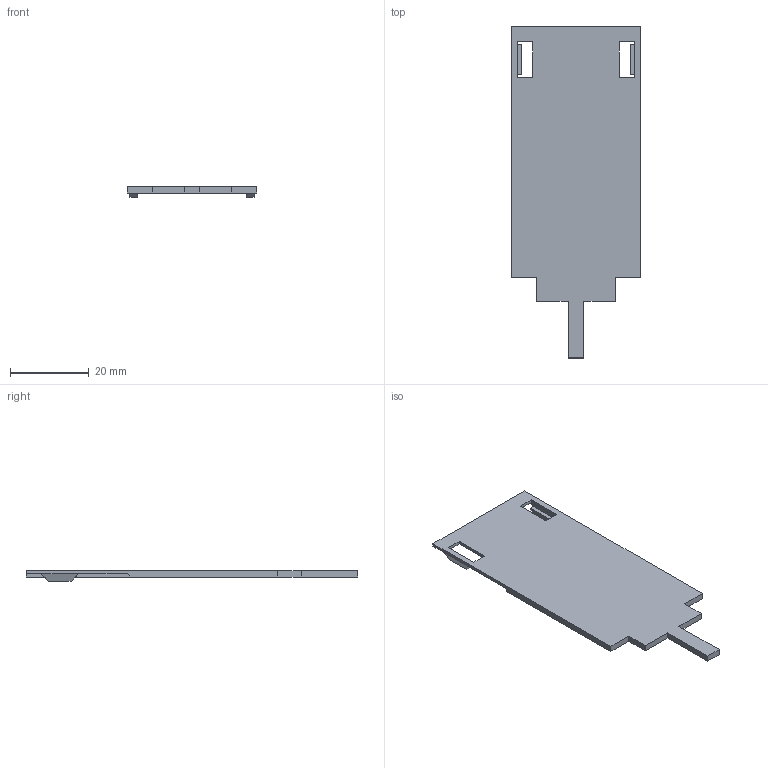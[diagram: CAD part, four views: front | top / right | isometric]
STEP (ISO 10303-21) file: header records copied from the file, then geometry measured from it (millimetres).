
FILE_DESCRIPTION(('FreeCAD Model'),'2;1');
FILE_NAME('Open CASCADE Shape Model','2024-07-24T23:01:52',('Author'),( ''),'Open CASCADE STEP processor 7.7','FreeCAD','Unknown');
FILE_SCHEMA(('AUTOMOTIVE_DESIGN { 1 0 10303 214 1 1 1 1 }'));
Length unit declared in the file: millimetre
Products named in the file (1): Latch
Bounding box: 32.85 x 84.25 x 2.67 mm (x, y, z)
Volume: 3119 mm3; surface area: 5001.8 mm2
Topology: 1 solids, 1 shells, 56 faces, 141 edges, 90 vertices
Faces by surface type: plane 51, cylinder 5
Full cylindrical faces by diameter (mm): 3.5 x1, 8.5 x4
Entity records: 1669 total; most frequent: CARTESIAN_POINT 288, ORIENTED_EDGE 282, DIRECTION 265, EDGE_CURVE 141, LINE 131, VECTOR 131, VERTEX_POINT 90, AXIS2_PLACEMENT_3D 67
